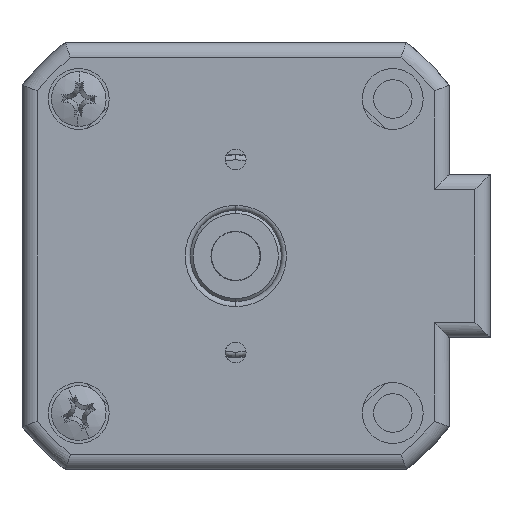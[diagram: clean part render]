
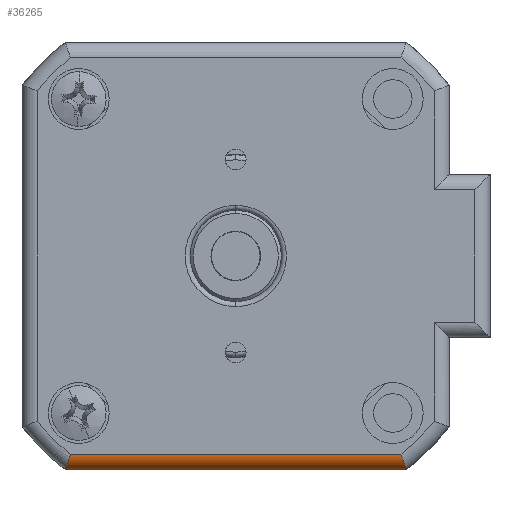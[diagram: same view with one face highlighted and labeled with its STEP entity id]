
A CAD part, front view. The second image highlights one B-rep face of the part: STEP entity #36265.
In plain terms, the highlighted cylindrical face has radius 1.5 mm (diameter 3 mm), a partial arc.
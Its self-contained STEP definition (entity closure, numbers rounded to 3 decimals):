
#1786 = CARTESIAN_POINT ( 'NONE',  ( 12.137, -24.309, -4.462 ) ) ;
#2162 = CARTESIAN_POINT ( 'NONE',  ( 11.604, -25.707, -2.962 ) ) ;
#2280 = CARTESIAN_POINT ( 'NONE',  ( 12.109, -24.704, -4.381 ) ) ;
#2976 = CARTESIAN_POINT ( 'NONE',  ( -21.021, -25.707, -2.962 ) ) ;
#3010 = ORIENTED_EDGE ( 'NONE', *, *, #35913, .T. ) ;
#3086 = CARTESIAN_POINT ( 'NONE',  ( -21.551, -24.41, -4.452 ) ) ;
#3224 = DIRECTION ( 'NONE',  ( 1., 0., 0. ) ) ;
#3317 = CARTESIAN_POINT ( 'NONE',  ( -21.485, -24.981, -4.263 ) ) ;
#4487 = EDGE_LOOP ( 'NONE', ( #3010, #33990, #22632, #23211 ) ) ;
#5140 = CARTESIAN_POINT ( 'NONE',  ( 12.137, -24.207, -4.462 ) ) ;
#6063 = CARTESIAN_POINT ( 'NONE',  ( -21.159, -25.67, -3.345 ) ) ;
#6166 = CARTESIAN_POINT ( 'NONE',  ( -21.555, -24.207, -4.462 ) ) ;
#6185 = CARTESIAN_POINT ( 'NONE',  ( -21.444, -25.148, -4.147 ) ) ;
#6289 = FACE_OUTER_BOUND ( 'NONE', #4487, .T. ) ;
#7366 = DIRECTION ( 'NONE',  ( 0., 0., 1. ) ) ;
#8297 = EDGE_CURVE ( 'NONE', #23518, #32822, #36344, .T. ) ;
#9317 = CARTESIAN_POINT ( 'NONE',  ( -4.709, -25.707, -2.962 ) ) ;
#9338 = VECTOR ( 'NONE', #3224, 1000. ) ;
#9954 = B_SPLINE_CURVE_WITH_KNOTS ( 'NONE', 3,
 ( #28564, #12022, #3086, #23009, #20362, #3317, #6185, #31443, #31812, #6063, #20119, #2976 ),
 .UNSPECIFIED., .F., .F.,
 ( 4, 2, 2, 2, 2, 4 ),
 ( 0., 0., 0.001, 0.001, 0.002, 0.002 ),
 .UNSPECIFIED. ) ;
#11464 = CARTESIAN_POINT ( 'NONE',  ( 12.137, -24.207, -4.462 ) ) ;
#12022 = CARTESIAN_POINT ( 'NONE',  ( -21.555, -24.309, -4.462 ) ) ;
#12871 = LINE ( 'NONE', #9317, #9338 ) ;
#14277 = CYLINDRICAL_SURFACE ( 'NONE', #16553, 1.5 ) ;
#14795 = VERTEX_POINT ( 'NONE', #15495 ) ;
#15495 = CARTESIAN_POINT ( 'NONE',  ( -21.021, -25.707, -2.962 ) ) ;
#16346 = CARTESIAN_POINT ( 'NONE',  ( 12.067, -24.981, -4.263 ) ) ;
#16553 = AXIS2_PLACEMENT_3D ( 'NONE', #27503, #30618, #7366 ) ;
#19078 = CARTESIAN_POINT ( 'NONE',  ( 11.741, -25.67, -3.345 ) ) ;
#19519 = B_SPLINE_CURVE_WITH_KNOTS ( 'NONE', 3,
 ( #5140, #1786, #33141, #33026, #2280, #16346, #30640, #27896, #22080, #19078, #33506, #2162 ),
 .UNSPECIFIED., .F., .F.,
 ( 4, 2, 2, 2, 2, 4 ),
 ( 0., 0., 0.001, 0.001, 0.002, 0.002 ),
 .UNSPECIFIED. ) ;
#20119 = CARTESIAN_POINT ( 'NONE',  ( -21.089, -25.707, -3.151 ) ) ;
#20222 = DIRECTION ( 'NONE',  ( -1., 0., 0. ) ) ;
#20362 = CARTESIAN_POINT ( 'NONE',  ( -21.526, -24.704, -4.381 ) ) ;
#22080 = CARTESIAN_POINT ( 'NONE',  ( 11.868, -25.527, -3.7 ) ) ;
#22364 = EDGE_CURVE ( 'NONE', #32822, #14795, #9954, .T. ) ;
#22632 = ORIENTED_EDGE ( 'NONE', *, *, #22364, .F. ) ;
#23009 = CARTESIAN_POINT ( 'NONE',  ( -21.537, -24.607, -4.411 ) ) ;
#23211 = ORIENTED_EDGE ( 'NONE', *, *, #8297, .F. ) ;
#23487 = CARTESIAN_POINT ( 'NONE',  ( -21.555, -24.207, -4.462 ) ) ;
#23518 = VERTEX_POINT ( 'NONE', #11464 ) ;
#25602 = EDGE_CURVE ( 'NONE', #14795, #30102, #12871, .T. ) ;
#27503 = CARTESIAN_POINT ( 'NONE',  ( -21.555, -24.207, -2.962 ) ) ;
#27861 = VECTOR ( 'NONE', #20222, 1000. ) ;
#27896 = CARTESIAN_POINT ( 'NONE',  ( 11.928, -25.42, -3.867 ) ) ;
#28564 = CARTESIAN_POINT ( 'NONE',  ( -21.555, -24.207, -4.462 ) ) ;
#29448 = CARTESIAN_POINT ( 'NONE',  ( 11.604, -25.707, -2.962 ) ) ;
#30102 = VERTEX_POINT ( 'NONE', #29448 ) ;
#30618 = DIRECTION ( 'NONE',  ( -1., 0., 0. ) ) ;
#30640 = CARTESIAN_POINT ( 'NONE',  ( 12.027, -25.148, -4.147 ) ) ;
#31443 = CARTESIAN_POINT ( 'NONE',  ( -21.345, -25.42, -3.867 ) ) ;
#31812 = CARTESIAN_POINT ( 'NONE',  ( -21.286, -25.527, -3.7 ) ) ;
#32822 = VERTEX_POINT ( 'NONE', #23487 ) ;
#33026 = CARTESIAN_POINT ( 'NONE',  ( 12.12, -24.607, -4.411 ) ) ;
#33141 = CARTESIAN_POINT ( 'NONE',  ( 12.134, -24.41, -4.452 ) ) ;
#33506 = CARTESIAN_POINT ( 'NONE',  ( 11.672, -25.707, -3.151 ) ) ;
#33990 = ORIENTED_EDGE ( 'NONE', *, *, #25602, .F. ) ;
#35913 = EDGE_CURVE ( 'NONE', #23518, #30102, #19519, .T. ) ;
#36265 = ADVANCED_FACE ( 'NONE', ( #6289 ), #14277, .T. ) ;
#36344 = LINE ( 'NONE', #6166, #27861 ) ;
